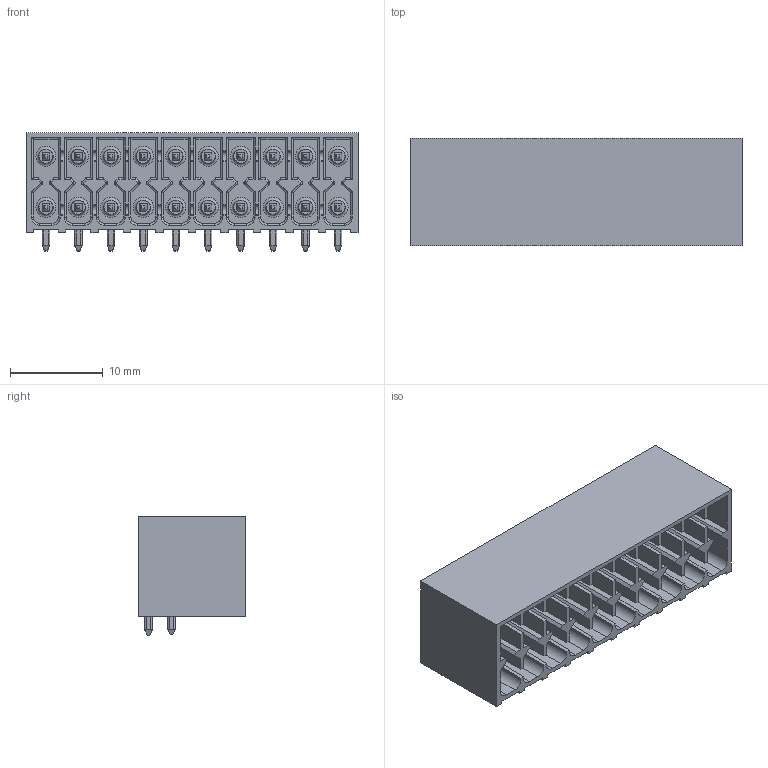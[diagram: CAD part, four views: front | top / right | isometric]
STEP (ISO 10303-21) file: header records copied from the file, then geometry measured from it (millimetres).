
FILE_DESCRIPTION(/* description */ ('Unknown'),/* implementation_level */ '2;1');
FILE_NAME(/* name */ '691378110020',/* time_stamp */ '2024-07-25T10:10:04+02:00',/* author */ ('Unknown'),/* organization */ ('Unknown'),/* preprocessor_version */ 'ST-DEVELOPER v19.4',/* originating_system */ 'Solid Edge',/* authorisation */ 'Unknown');
FILE_SCHEMA (('AUTOMOTIVE_DESIGN {1 0 10303 214 3 1 1}'));
Length unit declared in the file: millimetre
Products named in the file (5): 6917781100xx; 691778110020; 691778110020_Insert; 6917781100xx_Lower Contact; 6917781100xx_Upper Contact
Assembly tree (22 placements, depth 2):
  6917781100xx
    691778110020
    691778110020_Insert
    6917781100xx_Lower Contact  x10
    6917781100xx_Upper Contact  x10
Bounding box: 35.8 x 11.6 x 12.8 mm (x, y, z)
Volume: 1792.2 mm3; surface area: 6213.8 mm2
Topology: 22 solids, 22 shells, 2686 faces, 6868 edges, 4218 vertices
Faces by surface type: plane 1828, cylinder 698, torus 140, cone 20
Entity records: 47962 total; most frequent: CARTESIAN_POINT 8681, ORIENTED_EDGE 8360, DIRECTION 7672, EDGE_CURVE 4180, LINE 3630, VECTOR 3630, VERTEX_POINT 2686, AXIS2_PLACEMENT_3D 2021
